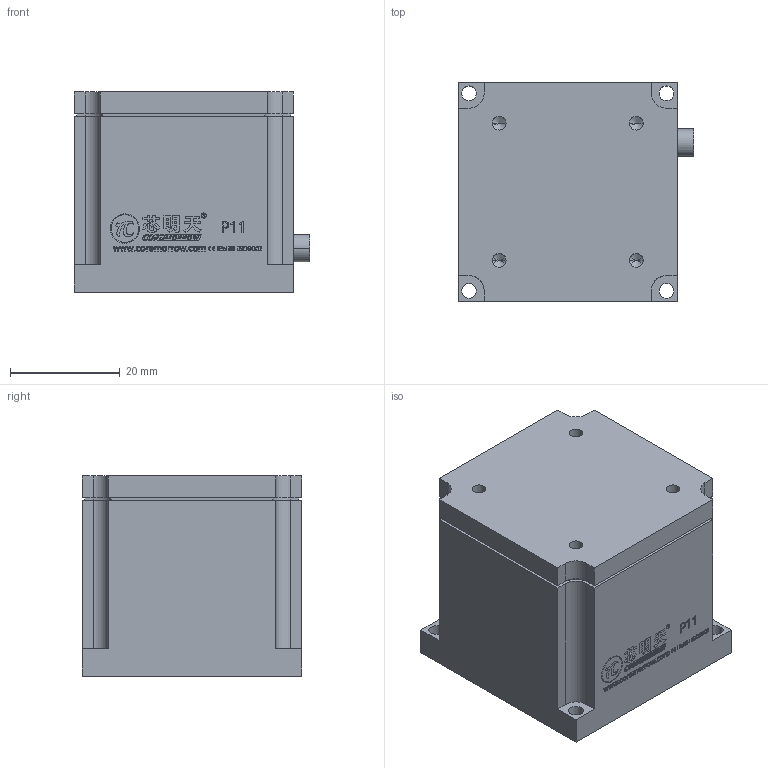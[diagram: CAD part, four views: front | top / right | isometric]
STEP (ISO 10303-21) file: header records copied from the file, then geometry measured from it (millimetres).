
FILE_DESCRIPTION (( 'STEP AP203' ), '1' );
FILE_NAME ('P11.XY(XZ﹜XYZ)-B1俋倛芞.STEP', '2019-11-28T06:31:08', ( '' ), ( '' ), 'SwSTEP 2.0', 'SolidWorks 2016', '' );
FILE_SCHEMA (( 'CONFIG_CONTROL_DESIGN' ));
Length unit declared in the file: millimetre
Products named in the file (1): P11.XY(XZ﹜XYZ)-B1俋倛芞
Bounding box: 43 x 40.02 x 36.5 mm (x, y, z)
Volume: 55432.9 mm3; surface area: 9627.1 mm2
Topology: 1 solids, 5 shells, 952 faces, 2558 edges, 1692 vertices
Faces by surface type: plane 515, bspline 374, cylinder 47, cone 16
Entity records: 41401 total; most frequent: CARTESIAN_POINT 20025, ORIENTED_EDGE 5084, DIRECTION 3046, EDGE_CURVE 2542, LINE 1700, VECTOR 1700, VERTEX_POINT 1692, EDGE_LOOP 1052
